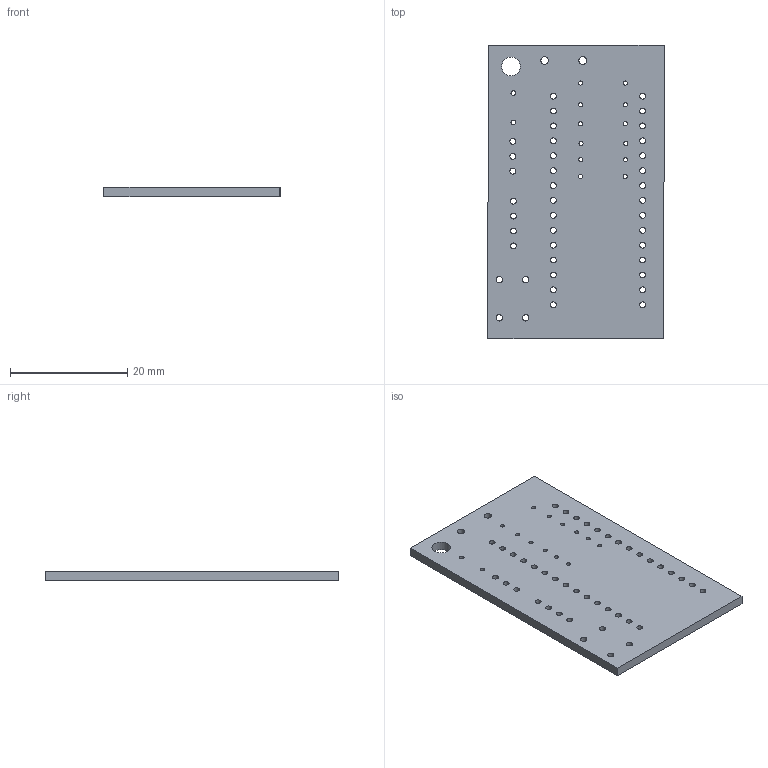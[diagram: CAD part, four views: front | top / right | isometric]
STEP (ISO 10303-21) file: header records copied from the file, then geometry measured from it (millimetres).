
FILE_DESCRIPTION(('KiCad electronic assembly'),'2;1');
FILE_NAME('GB-Dumper.step','2023-10-14T20:06:19',('Pcbnew'),('Kicad'), 'Open CASCADE STEP processor 7.7','KiCad to STEP converter','Unknown' );
FILE_SCHEMA(('AUTOMOTIVE_DESIGN { 1 0 10303 214 1 1 1 1 }'));
Length unit declared in the file: millimetre
Products named in the file (2): GB-Dumper 1; LCRDT-Tester PCB
Assembly tree (1 placements, depth 2):
  GB-Dumper 1
    LCRDT-Tester PCB
Bounding box: 30.04 x 50.08 x 1.58 mm (x, y, z)
Volume: 2295.5 mm3; surface area: 3442.6 mm2
Topology: 1 solids, 1 shells, 64 faces, 186 edges, 124 vertices
Faces by surface type: cylinder 58, plane 6
Full cylindrical faces by diameter (mm): 0.7 x12, 0.8 x2, 1 x37, 1.1 x4, 1.3 x2, 3.2 x1
Entity records: 5233 total; most frequent: CARTESIAN_POINT 1444, DIRECTION 690, ORIENTED_EDGE 372, PCURVE 372, DEFINITIONAL_REPRESENTATION 372, LINE 326, VECTOR 326, EDGE_CURVE 186
